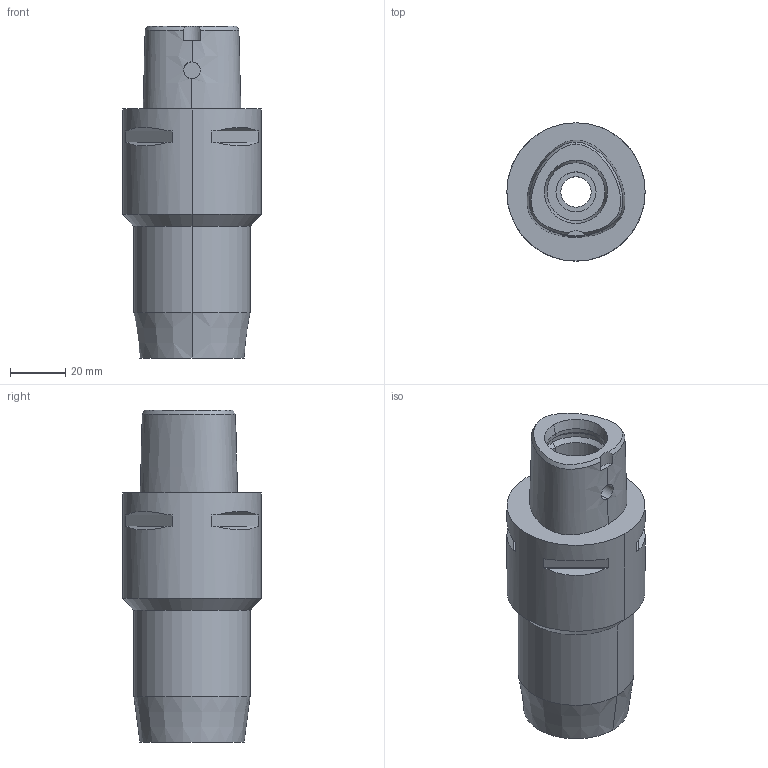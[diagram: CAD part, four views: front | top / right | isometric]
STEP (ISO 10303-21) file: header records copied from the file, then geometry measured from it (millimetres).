
FILE_DESCRIPTION((''),'2;1');
FILE_NAME('C5-HDC20-90','2019-01-16T',('ykawabe'),(''),'CREO PARAMETRIC BY PTC INC, 2016380','CREO PARAMETRIC BY PTC INC, 2016380','');
FILE_SCHEMA(('AUTOMOTIVE_DESIGN { 1 0 10303 214 1 1 1 1 }'));
Length unit declared in the file: millimetre
Products named in the file (1): C5-HDC20-90
Bounding box: 50 x 50 x 120 mm (x, y, z)
Volume: 137169.9 mm3; surface area: 26625.7 mm2
Topology: 1 solids, 1 shells, 66 faces, 148 edges, 91 vertices
Faces by surface type: plane 29, cylinder 23, cone 8, bspline 4, torus 2
Entity records: 3448 total; most frequent: CARTESIAN_POINT 1305, DIRECTION 318, ORIENTED_EDGE 296, PRESENTATION_STYLE_ASSIGNMENT 153, STYLED_ITEM 153, CURVE_STYLE 152, EDGE_CURVE 148, AXIS2_PLACEMENT_3D 129
